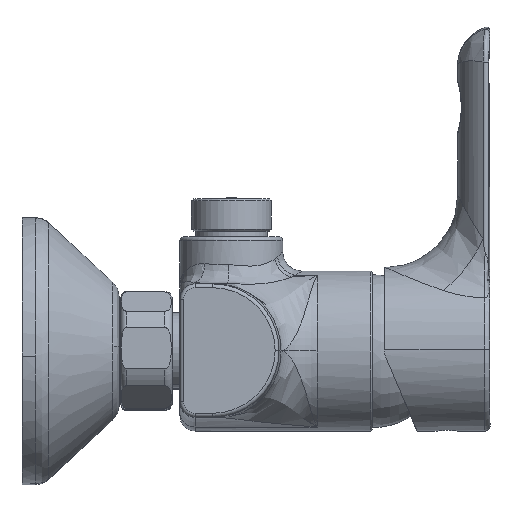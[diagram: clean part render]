
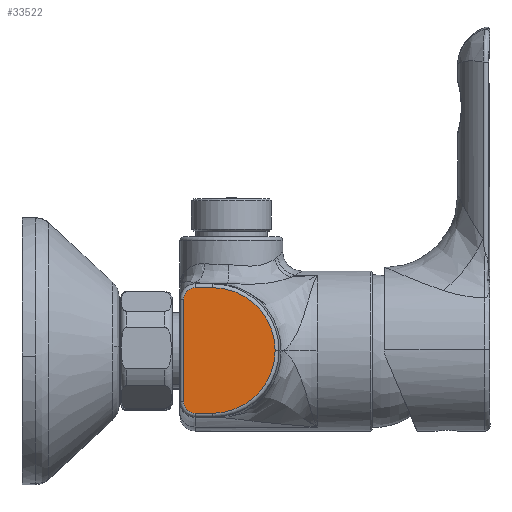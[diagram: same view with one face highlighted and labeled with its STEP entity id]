
A CAD part, top view. The second image highlights one B-rep face of the part: STEP entity #33522.
In plain terms, the highlighted face is planar.
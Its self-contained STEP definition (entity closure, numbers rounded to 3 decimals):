
#664 = CARTESIAN_POINT ( 'NONE',  ( 17.5, -89., 65.5 ) ) ;
#786 = CARTESIAN_POINT ( 'NONE',  ( 0., -89., 40.5 ) ) ;
#969 = VERTEX_POINT ( 'NONE', #2363 ) ;
#983 = DIRECTION ( 'NONE',  ( 0., 0., 1. ) ) ;
#1192 = CARTESIAN_POINT ( 'NONE',  ( -16.5, -89., 65.5 ) ) ;
#1780 = CARTESIAN_POINT ( 'NONE',  ( -13.5, -89., 64.5 ) ) ;
#2104 = AXIS2_PLACEMENT_3D ( 'NONE', #664, #13181, #9910 ) ;
#2223 = CIRCLE ( 'NONE', #13441, 16.5 ) ;
#2363 = CARTESIAN_POINT ( 'NONE',  ( 16.5, -89., 57. ) ) ;
#2988 = CARTESIAN_POINT ( 'NONE',  ( -16.5, -89., 57. ) ) ;
#3433 = AXIS2_PLACEMENT_3D ( 'NONE', #33703, #41249, #983 ) ;
#3572 = EDGE_CURVE ( 'NONE', #40027, #26577, #14620, .T. ) ;
#4859 = EDGE_CURVE ( 'NONE', #37062, #34891, #28667, .T. ) ;
#5837 = ORIENTED_EDGE ( 'NONE', *, *, #10902, .T. ) ;
#6038 = CARTESIAN_POINT ( 'NONE',  ( 13.5, -89., 61.5 ) ) ;
#6175 = DIRECTION ( 'NONE',  ( 0., -1., 0. ) ) ;
#7118 = CARTESIAN_POINT ( 'NONE',  ( -16.5, -89., 61.5 ) ) ;
#9306 = DIRECTION ( 'NONE',  ( 0., 0., 1. ) ) ;
#9517 = VECTOR ( 'NONE', #33937, 1000. ) ;
#9910 = DIRECTION ( 'NONE',  ( 0., 0., 1. ) ) ;
#10355 = CARTESIAN_POINT ( 'NONE',  ( -13.5, -89., 61.5 ) ) ;
#10491 = EDGE_LOOP ( 'NONE', ( #13887, #32117, #23323, #11013, #20665, #5837, #31433 ) ) ;
#10668 = CIRCLE ( 'NONE', #19090, 3. ) ;
#10902 = EDGE_CURVE ( 'NONE', #26577, #37062, #10668, .T. ) ;
#11013 = ORIENTED_EDGE ( 'NONE', *, *, #19800, .T. ) ;
#11179 = CARTESIAN_POINT ( 'NONE',  ( 16.5, -89., 61.5 ) ) ;
#11298 = VECTOR ( 'NONE', #17837, 1000. ) ;
#12539 = VERTEX_POINT ( 'NONE', #11179 ) ;
#13181 = DIRECTION ( 'NONE',  ( 0., 1., 0. ) ) ;
#13208 = DIRECTION ( 'NONE',  ( 0., 0., 1. ) ) ;
#13441 = AXIS2_PLACEMENT_3D ( 'NONE', #15776, #38570, #13208 ) ;
#13887 = ORIENTED_EDGE ( 'NONE', *, *, #14392, .T. ) ;
#14392 = EDGE_CURVE ( 'NONE', #34891, #26340, #2223, .T. ) ;
#14620 = LINE ( 'NONE', #20717, #9517 ) ;
#15302 = DIRECTION ( 'NONE',  ( 0., 0., 1. ) ) ;
#15542 = VECTOR ( 'NONE', #15302, 1000. ) ;
#15776 = CARTESIAN_POINT ( 'NONE',  ( 0., -89., 57. ) ) ;
#17459 = CIRCLE ( 'NONE', #3433, 16.5 ) ;
#17837 = DIRECTION ( 'NONE',  ( 0., 0., -1. ) ) ;
#19090 = AXIS2_PLACEMENT_3D ( 'NONE', #10355, #36415, #20328 ) ;
#19800 = EDGE_CURVE ( 'NONE', #12539, #40027, #32441, .T. ) ;
#20328 = DIRECTION ( 'NONE',  ( 0., 0., 1. ) ) ;
#20347 = CARTESIAN_POINT ( 'NONE',  ( 16.5, -89., 61.5 ) ) ;
#20665 = ORIENTED_EDGE ( 'NONE', *, *, #3572, .T. ) ;
#20717 = CARTESIAN_POINT ( 'NONE',  ( 17.5, -89., 64.5 ) ) ;
#22525 = FACE_OUTER_BOUND ( 'NONE', #10491, .T. ) ;
#22725 = EDGE_CURVE ( 'NONE', #969, #12539, #38428, .T. ) ;
#23169 = PLANE ( 'NONE',  #2104 ) ;
#23323 = ORIENTED_EDGE ( 'NONE', *, *, #22725, .T. ) ;
#24025 = EDGE_CURVE ( 'NONE', #26340, #969, #17459, .T. ) ;
#26340 = VERTEX_POINT ( 'NONE', #786 ) ;
#26577 = VERTEX_POINT ( 'NONE', #1780 ) ;
#28667 = LINE ( 'NONE', #1192, #11298 ) ;
#31433 = ORIENTED_EDGE ( 'NONE', *, *, #4859, .T. ) ;
#32117 = ORIENTED_EDGE ( 'NONE', *, *, #24025, .T. ) ;
#32441 = CIRCLE ( 'NONE', #32726, 3. ) ;
#32726 = AXIS2_PLACEMENT_3D ( 'NONE', #6038, #6175, #9306 ) ;
#33522 = ADVANCED_FACE ( 'NONE', ( #22525 ), #23169, .F. ) ;
#33703 = CARTESIAN_POINT ( 'NONE',  ( 0., -89., 57. ) ) ;
#33937 = DIRECTION ( 'NONE',  ( -1., 0., 0. ) ) ;
#34891 = VERTEX_POINT ( 'NONE', #2988 ) ;
#36415 = DIRECTION ( 'NONE',  ( 0., -1., 0. ) ) ;
#37062 = VERTEX_POINT ( 'NONE', #7118 ) ;
#37810 = CARTESIAN_POINT ( 'NONE',  ( 13.5, -89., 64.5 ) ) ;
#38428 = LINE ( 'NONE', #20347, #15542 ) ;
#38570 = DIRECTION ( 'NONE',  ( 0., -1., 0. ) ) ;
#40027 = VERTEX_POINT ( 'NONE', #37810 ) ;
#41249 = DIRECTION ( 'NONE',  ( 0., -1., 0. ) ) ;
